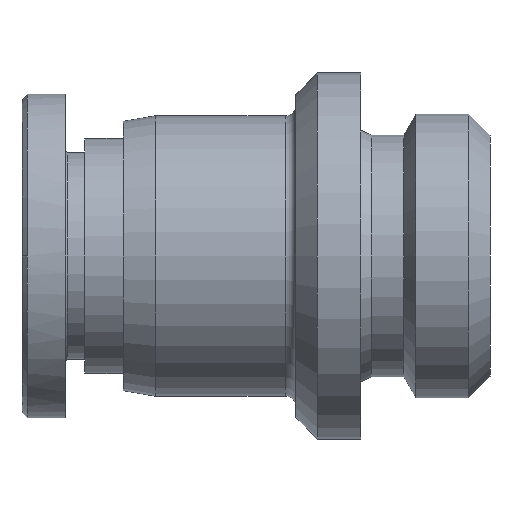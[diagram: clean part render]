
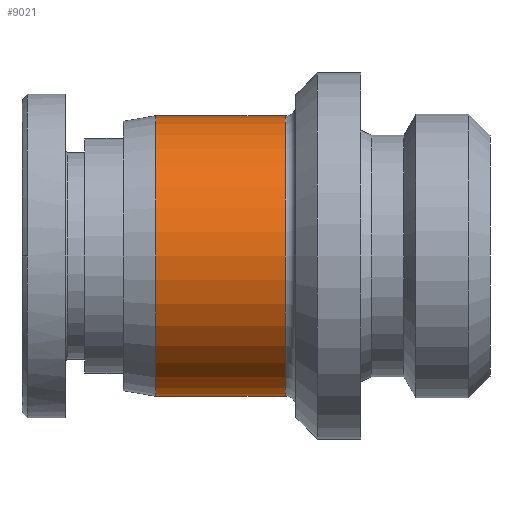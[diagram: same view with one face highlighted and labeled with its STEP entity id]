
A CAD part, left-side view. The second image highlights one B-rep face of the part: STEP entity #9021.
In plain terms, the highlighted cylindrical face has radius 6.5 mm (diameter 13 mm), a partial arc.
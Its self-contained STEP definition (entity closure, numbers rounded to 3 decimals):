
#1003 = DIRECTION ( 'NONE',  ( 0., 0., -1. ) ) ;
#2279 = VERTEX_POINT ( 'NONE', #3922 ) ;
#2596 = ORIENTED_EDGE ( 'NONE', *, *, #6322, .F. ) ;
#3301 = LINE ( 'NONE', #4797, #10831 ) ;
#3526 = LINE ( 'NONE', #8588, #13626 ) ;
#3922 = CARTESIAN_POINT ( 'NONE',  ( 11.206, 9.787, 12.285 ) ) ;
#4309 = DIRECTION ( 'NONE',  ( 0., -1., 0. ) ) ;
#4797 = CARTESIAN_POINT ( 'NONE',  ( 11.206, 17.287, -0.715 ) ) ;
#4855 = DIRECTION ( 'NONE',  ( 0., -1., 0. ) ) ;
#5413 = EDGE_CURVE ( 'NONE', #11147, #9743, #10186, .T. ) ;
#5458 = AXIS2_PLACEMENT_3D ( 'NONE', #18222, #14111, #1003 ) ;
#5930 = CARTESIAN_POINT ( 'NONE',  ( 11.206, 9.787, -0.715 ) ) ;
#6204 = DIRECTION ( 'NONE',  ( 0., 0., -1. ) ) ;
#6322 = EDGE_CURVE ( 'NONE', #9743, #2279, #3526, .T. ) ;
#6758 = VERTEX_POINT ( 'NONE', #5930 ) ;
#7190 = CARTESIAN_POINT ( 'NONE',  ( 11.206, 15.787, -0.715 ) ) ;
#8588 = CARTESIAN_POINT ( 'NONE',  ( 11.206, 17.287, 12.285 ) ) ;
#9021 = ADVANCED_FACE ( 'NONE', ( #13309 ), #10550, .T. ) ;
#9254 = CARTESIAN_POINT ( 'NONE',  ( 11.206, 15.787, 12.285 ) ) ;
#9543 = EDGE_CURVE ( 'NONE', #6758, #2279, #16184, .T. ) ;
#9743 = VERTEX_POINT ( 'NONE', #9254 ) ;
#10186 = CIRCLE ( 'NONE', #12818, 6.5 ) ;
#10318 = CARTESIAN_POINT ( 'NONE',  ( 11.206, 17.287, 5.785 ) ) ;
#10550 = CYLINDRICAL_SURFACE ( 'NONE', #14596, 6.5 ) ;
#10831 = VECTOR ( 'NONE', #4855, 1000. ) ;
#11147 = VERTEX_POINT ( 'NONE', #7190 ) ;
#11403 = ORIENTED_EDGE ( 'NONE', *, *, #16111, .T. ) ;
#11773 = DIRECTION ( 'NONE',  ( 0., -1., 0. ) ) ;
#11949 = DIRECTION ( 'NONE',  ( 0., 1., 0. ) ) ;
#12818 = AXIS2_PLACEMENT_3D ( 'NONE', #16096, #11949, #13361 ) ;
#13309 = FACE_OUTER_BOUND ( 'NONE', #18202, .T. ) ;
#13361 = DIRECTION ( 'NONE',  ( -1., 0., 0. ) ) ;
#13626 = VECTOR ( 'NONE', #4309, 1000. ) ;
#14111 = DIRECTION ( 'NONE',  ( 0., 1., 0. ) ) ;
#14596 = AXIS2_PLACEMENT_3D ( 'NONE', #10318, #11773, #6204 ) ;
#15375 = ORIENTED_EDGE ( 'NONE', *, *, #9543, .T. ) ;
#16096 = CARTESIAN_POINT ( 'NONE',  ( 11.206, 15.787, 5.785 ) ) ;
#16111 = EDGE_CURVE ( 'NONE', #11147, #6758, #3301, .T. ) ;
#16184 = CIRCLE ( 'NONE', #5458, 6.5 ) ;
#16603 = ORIENTED_EDGE ( 'NONE', *, *, #5413, .F. ) ;
#18202 = EDGE_LOOP ( 'NONE', ( #2596, #16603, #11403, #15375 ) ) ;
#18222 = CARTESIAN_POINT ( 'NONE',  ( 11.206, 9.787, 5.785 ) ) ;
